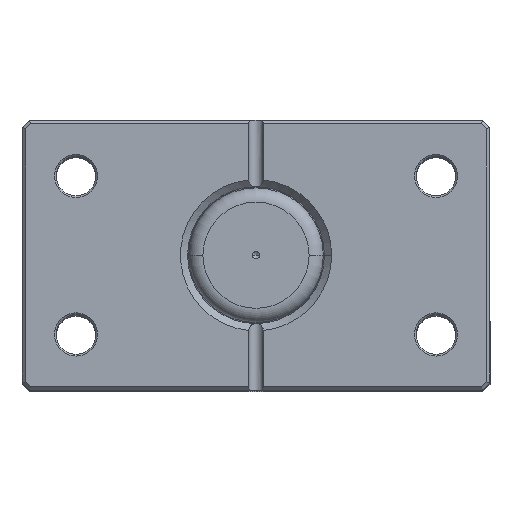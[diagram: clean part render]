
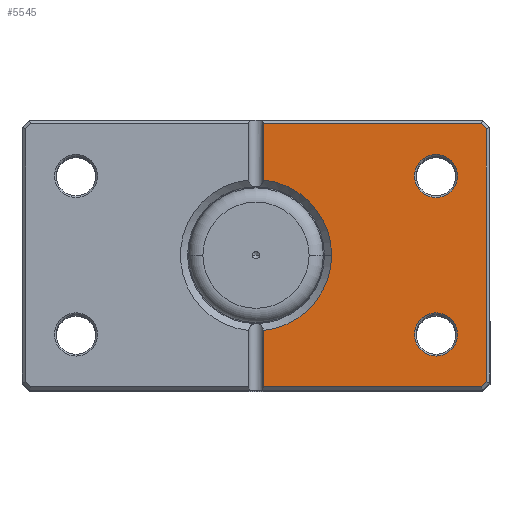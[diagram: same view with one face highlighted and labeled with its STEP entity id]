
A CAD part, top view. The second image highlights one B-rep face of the part: STEP entity #5545.
In plain terms, the highlighted face is planar.
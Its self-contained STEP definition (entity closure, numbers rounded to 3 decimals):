
#22 = CIRCLE ( 'NONE', #4117, 21. ) ;
#138 = CARTESIAN_POINT ( 'NONE',  ( 0., 0., 0. ) ) ;
#158 = CIRCLE ( 'NONE', #2936, 6. ) ;
#170 = CARTESIAN_POINT ( 'NONE',  ( 0., -36.5, 0. ) ) ;
#240 = VECTOR ( 'NONE', #2115, 1000. ) ;
#395 = VERTEX_POINT ( 'NONE', #1025 ) ;
#416 = EDGE_CURVE ( 'NONE', #5698, #6248, #3152, .T. ) ;
#470 = ORIENTED_EDGE ( 'NONE', *, *, #692, .T. ) ;
#540 = CARTESIAN_POINT ( 'NONE',  ( -2., 37.5, 0. ) ) ;
#558 = VECTOR ( 'NONE', #1468, 1000. ) ;
#616 = DIRECTION ( 'NONE',  ( 1., 0., 0. ) ) ;
#633 = CIRCLE ( 'NONE', #5899, 6. ) ;
#657 = ORIENTED_EDGE ( 'NONE', *, *, #5737, .T. ) ;
#675 = DIRECTION ( 'NONE',  ( 0., 0., 1. ) ) ;
#692 = EDGE_CURVE ( 'NONE', #5734, #1956, #633, .T. ) ;
#762 = CARTESIAN_POINT ( 'NONE',  ( -50., -22., 0. ) ) ;
#815 = VERTEX_POINT ( 'NONE', #1018 ) ;
#847 = ORIENTED_EDGE ( 'NONE', *, *, #5597, .T. ) ;
#900 = VECTOR ( 'NONE', #5753, 1000. ) ;
#961 = EDGE_CURVE ( 'NONE', #1609, #5483, #1702, .T. ) ;
#986 = CARTESIAN_POINT ( 'NONE',  ( -44., 22., 0. ) ) ;
#1018 = CARTESIAN_POINT ( 'NONE',  ( -2., -20.905, 0. ) ) ;
#1025 = CARTESIAN_POINT ( 'NONE',  ( -62.586, -36.5, 0. ) ) ;
#1256 = DIRECTION ( 'NONE',  ( 1., 0., 0. ) ) ;
#1260 = DIRECTION ( 'NONE',  ( 0., 1., 0. ) ) ;
#1288 = CARTESIAN_POINT ( 'NONE',  ( 0., 0., 0. ) ) ;
#1412 = CARTESIAN_POINT ( 'NONE',  ( -2., -36.5, 0. ) ) ;
#1468 = DIRECTION ( 'NONE',  ( 0., -1., 0. ) ) ;
#1609 = VERTEX_POINT ( 'NONE', #6034 ) ;
#1681 = ORIENTED_EDGE ( 'NONE', *, *, #416, .T. ) ;
#1702 = LINE ( 'NONE', #2939, #5440 ) ;
#1712 = ORIENTED_EDGE ( 'NONE', *, *, #4403, .T. ) ;
#1757 = EDGE_CURVE ( 'NONE', #4100, #1609, #4913, .T. ) ;
#1781 = DIRECTION ( 'NONE',  ( 1., 0., 0. ) ) ;
#1952 = EDGE_LOOP ( 'NONE', ( #1681, #3560, #3403, #5018, #3407, #847, #4510, #2629, #4589 ) ) ;
#1956 = VERTEX_POINT ( 'NONE', #986 ) ;
#2030 = VECTOR ( 'NONE', #6244, 1000. ) ;
#2115 = DIRECTION ( 'NONE',  ( -1., 0., 0. ) ) ;
#2121 = EDGE_CURVE ( 'NONE', #3200, #3214, #4536, .T. ) ;
#2320 = CARTESIAN_POINT ( 'NONE',  ( -49.543, -49.543, 0. ) ) ;
#2360 = DIRECTION ( 'NONE',  ( 0., 0., 1. ) ) ;
#2382 = CARTESIAN_POINT ( 'NONE',  ( -50., 22., 0. ) ) ;
#2397 = CIRCLE ( 'NONE', #2632, 6. ) ;
#2446 = EDGE_CURVE ( 'NONE', #5483, #5698, #3674, .T. ) ;
#2629 = ORIENTED_EDGE ( 'NONE', *, *, #961, .T. ) ;
#2630 = CARTESIAN_POINT ( 'NONE',  ( -56., -22., 0. ) ) ;
#2631 = EDGE_CURVE ( 'NONE', #6248, #4291, #22, .T. ) ;
#2632 = AXIS2_PLACEMENT_3D ( 'NONE', #762, #4178, #1256 ) ;
#2678 = CARTESIAN_POINT ( 'NONE',  ( -56., 22., 0. ) ) ;
#2746 = DIRECTION ( 'NONE',  ( 1., 0., 0. ) ) ;
#2781 = FACE_BOUND ( 'NONE', #3167, .T. ) ;
#2873 = AXIS2_PLACEMENT_3D ( 'NONE', #138, #3541, #616 ) ;
#2881 = CIRCLE ( 'NONE', #2873, 21. ) ;
#2936 = AXIS2_PLACEMENT_3D ( 'NONE', #5308, #2360, #5794 ) ;
#2939 = CARTESIAN_POINT ( 'NONE',  ( -49.543, 49.543, 0. ) ) ;
#3027 = DIRECTION ( 'NONE',  ( 0.707, 0.707, 0. ) ) ;
#3102 = EDGE_CURVE ( 'NONE', #4291, #815, #2881, .T. ) ;
#3152 = LINE ( 'NONE', #540, #558 ) ;
#3167 = EDGE_LOOP ( 'NONE', ( #657, #3683 ) ) ;
#3200 = VERTEX_POINT ( 'NONE', #4613 ) ;
#3214 = VERTEX_POINT ( 'NONE', #2630 ) ;
#3349 = DIRECTION ( 'NONE',  ( 0., 0., 1. ) ) ;
#3403 = ORIENTED_EDGE ( 'NONE', *, *, #3102, .T. ) ;
#3407 = ORIENTED_EDGE ( 'NONE', *, *, #4121, .T. ) ;
#3541 = DIRECTION ( 'NONE',  ( 0., 0., 1. ) ) ;
#3560 = ORIENTED_EDGE ( 'NONE', *, *, #2631, .T. ) ;
#3593 = CARTESIAN_POINT ( 'NONE',  ( -50., -22., 0. ) ) ;
#3674 = LINE ( 'NONE', #4062, #6115 ) ;
#3683 = ORIENTED_EDGE ( 'NONE', *, *, #2121, .T. ) ;
#3730 = CARTESIAN_POINT ( 'NONE',  ( 0., 0., 0. ) ) ;
#3795 = FACE_BOUND ( 'NONE', #4494, .T. ) ;
#3916 = VECTOR ( 'NONE', #1260, 1000. ) ;
#3935 = VERTEX_POINT ( 'NONE', #1412 ) ;
#4044 = CARTESIAN_POINT ( 'NONE',  ( -64., -35.086, 0. ) ) ;
#4062 = CARTESIAN_POINT ( 'NONE',  ( 0., 36.5, 0. ) ) ;
#4087 = DIRECTION ( 'NONE',  ( 1., 0., 0. ) ) ;
#4100 = VERTEX_POINT ( 'NONE', #4044 ) ;
#4117 = AXIS2_PLACEMENT_3D ( 'NONE', #1288, #4719, #1781 ) ;
#4121 = EDGE_CURVE ( 'NONE', #3935, #395, #5284, .T. ) ;
#4178 = DIRECTION ( 'NONE',  ( 0., 0., 1. ) ) ;
#4182 = CARTESIAN_POINT ( 'NONE',  ( -62.586, 36.5, 0. ) ) ;
#4291 = VERTEX_POINT ( 'NONE', #6197 ) ;
#4403 = EDGE_CURVE ( 'NONE', #1956, #5734, #158, .T. ) ;
#4494 = EDGE_LOOP ( 'NONE', ( #470, #1712 ) ) ;
#4510 = ORIENTED_EDGE ( 'NONE', *, *, #1757, .T. ) ;
#4536 = CIRCLE ( 'NONE', #6189, 6. ) ;
#4582 = CARTESIAN_POINT ( 'NONE',  ( -2., 20.905, 0. ) ) ;
#4589 = ORIENTED_EDGE ( 'NONE', *, *, #2446, .T. ) ;
#4613 = CARTESIAN_POINT ( 'NONE',  ( -44., -22., 0. ) ) ;
#4647 = LINE ( 'NONE', #2320, #900 ) ;
#4659 = AXIS2_PLACEMENT_3D ( 'NONE', #3730, #5693, #2746 ) ;
#4719 = DIRECTION ( 'NONE',  ( 0., 0., 1. ) ) ;
#4788 = DIRECTION ( 'NONE',  ( 1., 0., 0. ) ) ;
#4806 = LINE ( 'NONE', #6221, #2030 ) ;
#4913 = LINE ( 'NONE', #6120, #3916 ) ;
#5018 = ORIENTED_EDGE ( 'NONE', *, *, #5605, .T. ) ;
#5026 = DIRECTION ( 'NONE',  ( 1., 0., 0. ) ) ;
#5098 = FACE_OUTER_BOUND ( 'NONE', #1952, .T. ) ;
#5123 = CARTESIAN_POINT ( 'NONE',  ( -2., 36.5, 0. ) ) ;
#5205 = PLANE ( 'NONE',  #4659 ) ;
#5284 = LINE ( 'NONE', #170, #240 ) ;
#5308 = CARTESIAN_POINT ( 'NONE',  ( -50., 22., 0. ) ) ;
#5440 = VECTOR ( 'NONE', #3027, 1000. ) ;
#5483 = VERTEX_POINT ( 'NONE', #4182 ) ;
#5545 = ADVANCED_FACE ( 'NONE', ( #2781, #3795, #5098 ), #5205, .F. ) ;
#5597 = EDGE_CURVE ( 'NONE', #395, #4100, #4647, .T. ) ;
#5605 = EDGE_CURVE ( 'NONE', #815, #3935, #4806, .T. ) ;
#5693 = DIRECTION ( 'NONE',  ( 0., 0., 1. ) ) ;
#5698 = VERTEX_POINT ( 'NONE', #5123 ) ;
#5734 = VERTEX_POINT ( 'NONE', #2678 ) ;
#5737 = EDGE_CURVE ( 'NONE', #3214, #3200, #2397, .T. ) ;
#5753 = DIRECTION ( 'NONE',  ( -0.707, 0.707, 0. ) ) ;
#5794 = DIRECTION ( 'NONE',  ( 1., 0., 0. ) ) ;
#5899 = AXIS2_PLACEMENT_3D ( 'NONE', #2382, #3349, #4788 ) ;
#6034 = CARTESIAN_POINT ( 'NONE',  ( -64., 35.086, 0. ) ) ;
#6115 = VECTOR ( 'NONE', #5026, 1000. ) ;
#6120 = CARTESIAN_POINT ( 'NONE',  ( -64., 0., 0. ) ) ;
#6189 = AXIS2_PLACEMENT_3D ( 'NONE', #3593, #675, #4087 ) ;
#6197 = CARTESIAN_POINT ( 'NONE',  ( -21., 0., 0. ) ) ;
#6221 = CARTESIAN_POINT ( 'NONE',  ( -2., 37.5, 0. ) ) ;
#6244 = DIRECTION ( 'NONE',  ( 0., -1., 0. ) ) ;
#6248 = VERTEX_POINT ( 'NONE', #4582 ) ;
